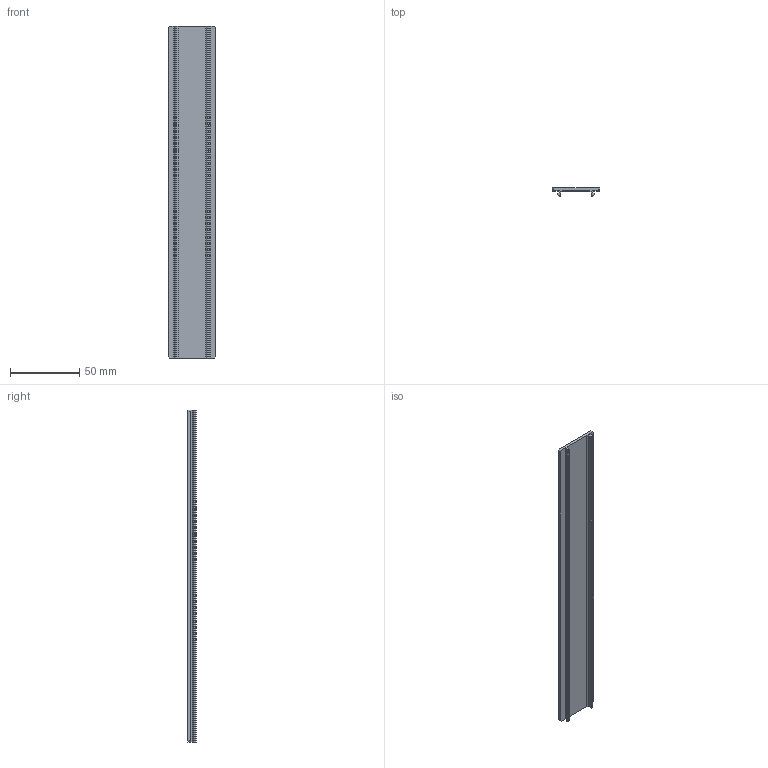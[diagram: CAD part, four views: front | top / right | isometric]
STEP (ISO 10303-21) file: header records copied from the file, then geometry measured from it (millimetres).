
FILE_DESCRIPTION(('HOOPS Exchange Step'),'2;1');
FILE_NAME('Bottom Channel Cover.stp','2026-02-25T17:01:09-05:00',('RED'),('Unknown organisation'),'HOOPS Exchange 2025.8','HOOPS Exchange','Unknown authorisation');
FILE_SCHEMA( ('AP203_CONFIGURATION_CONTROLLED_3D_DESIGN_OF_MECHANICAL_PARTS_AND_ASSEMBLIES_MIM_LF') );
Length unit declared in the file: millimetre
Products named in the file (3): 0; root
Assembly tree (2 placements, depth 3):
  root
    0
      0
Bounding box: 34.2 x 5.83 x 239.95 mm (x, y, z)
Volume: 19776.8 mm3; surface area: 21298.8 mm2
Topology: 1 solids, 1 shells, 29 faces, 81 edges, 54 vertices
Faces by surface type: plane 27, cylinder 2
Entity records: 982 total; most frequent: CARTESIAN_POINT 169, ORIENTED_EDGE 162, DIRECTION 153, EDGE_CURVE 81, VECTOR 77, LINE 77, VERTEX_POINT 54, AXIS2_PLACEMENT_3D 38
